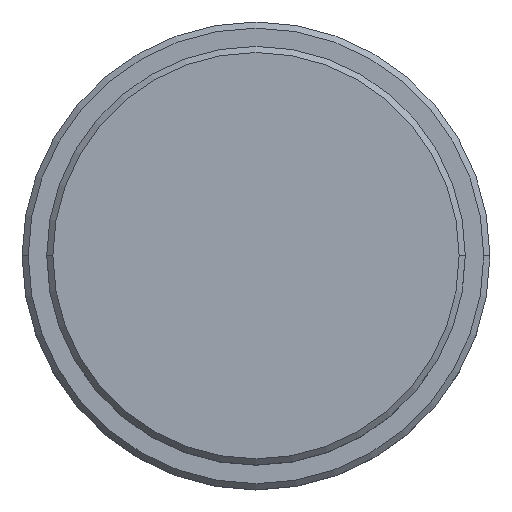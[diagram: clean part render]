
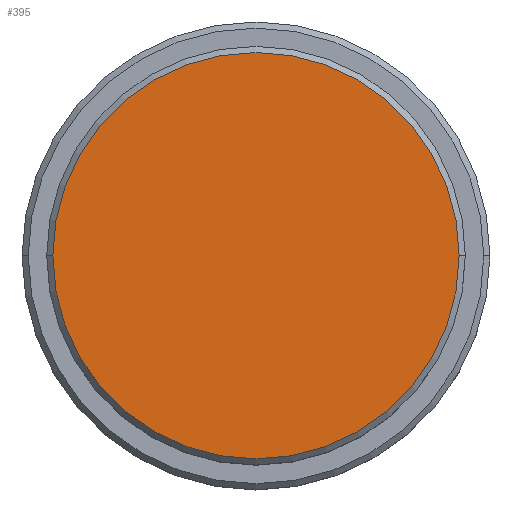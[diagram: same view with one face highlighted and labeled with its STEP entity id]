
A CAD part, top view. The second image highlights one B-rep face of the part: STEP entity #395.
In plain terms, the highlighted planar face has unit normal (0, 0, 1).
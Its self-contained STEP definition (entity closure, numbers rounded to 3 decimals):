
#9 = CIRCLE ( 'NONE', #1305, 16.5 ) ;
#28 = EDGE_CURVE ( 'NONE', #1388, #890, #9, .T. ) ;
#112 = DIRECTION ( 'NONE',  ( 1., 0., 0. ) ) ;
#201 = CIRCLE ( 'NONE', #594, 16.5 ) ;
#235 = DIRECTION ( 'NONE',  ( 0., 0., 1. ) ) ;
#257 = PLANE ( 'NONE',  #892 ) ;
#395 = ADVANCED_FACE ( 'NONE', ( #1239 ), #257, .T. ) ;
#594 = AXIS2_PLACEMENT_3D ( 'NONE', #1355, #235, #1123 ) ;
#635 = EDGE_CURVE ( 'NONE', #890, #1388, #201, .T. ) ;
#677 = DIRECTION ( 'NONE',  ( 1., 0., 0. ) ) ;
#736 = CARTESIAN_POINT ( 'NONE',  ( -16.5, 0., 0. ) ) ;
#890 = VERTEX_POINT ( 'NONE', #1413 ) ;
#892 = AXIS2_PLACEMENT_3D ( 'NONE', #1009, #1122, #677 ) ;
#979 = CARTESIAN_POINT ( 'NONE',  ( 0., 0., 0. ) ) ;
#982 = EDGE_LOOP ( 'NONE', ( #1228, #1019 ) ) ;
#1009 = CARTESIAN_POINT ( 'NONE',  ( 0., 0., 0. ) ) ;
#1019 = ORIENTED_EDGE ( 'NONE', *, *, #635, .T. ) ;
#1122 = DIRECTION ( 'NONE',  ( 0., 0., 1. ) ) ;
#1123 = DIRECTION ( 'NONE',  ( 1., 0., 0. ) ) ;
#1228 = ORIENTED_EDGE ( 'NONE', *, *, #28, .T. ) ;
#1239 = FACE_OUTER_BOUND ( 'NONE', #982, .T. ) ;
#1305 = AXIS2_PLACEMENT_3D ( 'NONE', #979, #1338, #112 ) ;
#1338 = DIRECTION ( 'NONE',  ( 0., 0., 1. ) ) ;
#1355 = CARTESIAN_POINT ( 'NONE',  ( 0., 0., 0. ) ) ;
#1388 = VERTEX_POINT ( 'NONE', #736 ) ;
#1413 = CARTESIAN_POINT ( 'NONE',  ( 16.5, 0., 0. ) ) ;
